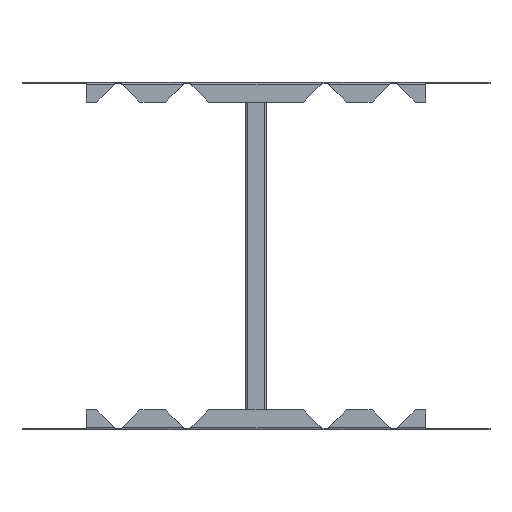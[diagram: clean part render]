
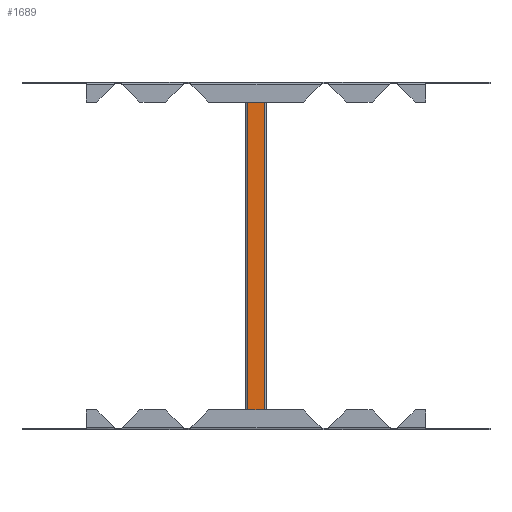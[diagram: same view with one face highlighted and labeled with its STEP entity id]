
A CAD part, front view. The second image highlights one B-rep face of the part: STEP entity #1689.
In plain terms, the highlighted planar face has unit normal (0, -1, 0).
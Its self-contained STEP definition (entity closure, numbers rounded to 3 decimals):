
#39 = EDGE_CURVE ( 'NONE', #2414, #1695, #6326, .T. ) ;
#323 = ORIENTED_EDGE ( 'NONE', *, *, #3346, .T. ) ;
#498 = LINE ( 'NONE', #5723, #2548 ) ;
#725 = CARTESIAN_POINT ( 'NONE',  ( -12., 0., 246.5 ) ) ;
#819 = ORIENTED_EDGE ( 'NONE', *, *, #6830, .F. ) ;
#932 = CARTESIAN_POINT ( 'NONE',  ( -12., 0., 246.5 ) ) ;
#997 = VERTEX_POINT ( 'NONE', #2947 ) ;
#1504 = DIRECTION ( 'NONE',  ( -1., 0., 0. ) ) ;
#1520 = CARTESIAN_POINT ( 'NONE',  ( 12., 0., 246.5 ) ) ;
#1689 = ADVANCED_FACE ( 'NONE', ( #7119 ), #4180, .F. ) ;
#1695 = VERTEX_POINT ( 'NONE', #932 ) ;
#1774 = DIRECTION ( 'NONE',  ( 0., 0., 1. ) ) ;
#2411 = VECTOR ( 'NONE', #6841, 1000. ) ;
#2414 = VERTEX_POINT ( 'NONE', #1520 ) ;
#2440 = ORIENTED_EDGE ( 'NONE', *, *, #39, .T. ) ;
#2548 = VECTOR ( 'NONE', #1774, 1000. ) ;
#2727 = CARTESIAN_POINT ( 'NONE',  ( -12., 0., -246.5 ) ) ;
#2846 = VECTOR ( 'NONE', #6421, 1000. ) ;
#2947 = CARTESIAN_POINT ( 'NONE',  ( 12., 0., -246.5 ) ) ;
#2992 = VERTEX_POINT ( 'NONE', #6188 ) ;
#3030 = CARTESIAN_POINT ( 'NONE',  ( -12., 0., -246.5 ) ) ;
#3346 = EDGE_CURVE ( 'NONE', #997, #2414, #498, .T. ) ;
#3530 = EDGE_LOOP ( 'NONE', ( #2440, #819, #7178, #323 ) ) ;
#3742 = AXIS2_PLACEMENT_3D ( 'NONE', #3030, #4811, #1504 ) ;
#3807 = VECTOR ( 'NONE', #5865, 1000. ) ;
#3820 = LINE ( 'NONE', #6471, #3807 ) ;
#3979 = LINE ( 'NONE', #2727, #2411 ) ;
#3998 = EDGE_CURVE ( 'NONE', #997, #2992, #3979, .T. ) ;
#4180 = PLANE ( 'NONE',  #3742 ) ;
#4811 = DIRECTION ( 'NONE',  ( 0., 1., 0. ) ) ;
#5723 = CARTESIAN_POINT ( 'NONE',  ( 12., 0., -246.5 ) ) ;
#5865 = DIRECTION ( 'NONE',  ( 0., 0., 1. ) ) ;
#6188 = CARTESIAN_POINT ( 'NONE',  ( -12., 0., -246.5 ) ) ;
#6326 = LINE ( 'NONE', #725, #2846 ) ;
#6421 = DIRECTION ( 'NONE',  ( -1., 0., 0. ) ) ;
#6471 = CARTESIAN_POINT ( 'NONE',  ( -12., 0., -246.5 ) ) ;
#6830 = EDGE_CURVE ( 'NONE', #2992, #1695, #3820, .T. ) ;
#6841 = DIRECTION ( 'NONE',  ( -1., 0., 0. ) ) ;
#7119 = FACE_OUTER_BOUND ( 'NONE', #3530, .T. ) ;
#7178 = ORIENTED_EDGE ( 'NONE', *, *, #3998, .F. ) ;
